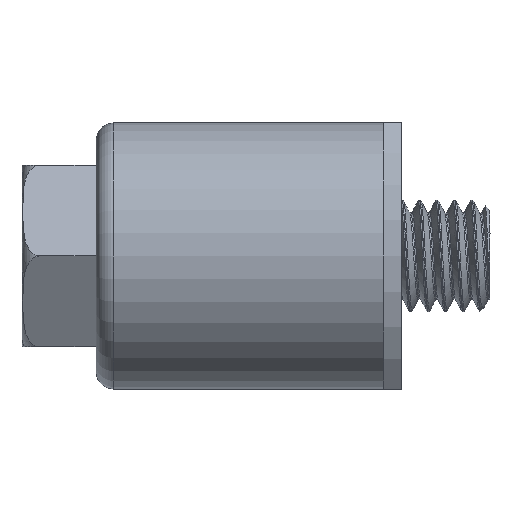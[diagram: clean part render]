
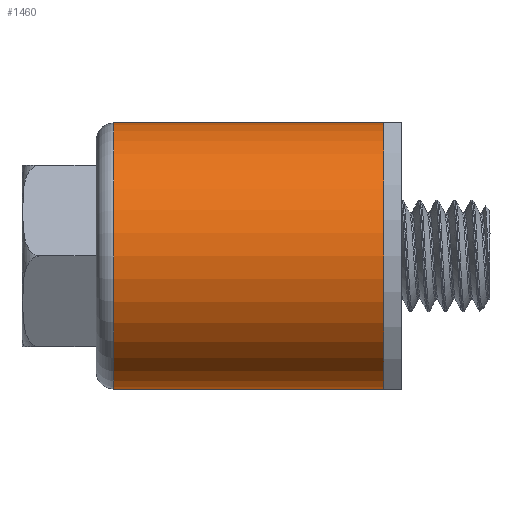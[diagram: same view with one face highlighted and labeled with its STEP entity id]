
A CAD part, left-side view. The second image highlights one B-rep face of the part: STEP entity #1460.
In plain terms, the highlighted cylindrical face has radius 9.525 mm (diameter 19.05 mm), a partial arc.
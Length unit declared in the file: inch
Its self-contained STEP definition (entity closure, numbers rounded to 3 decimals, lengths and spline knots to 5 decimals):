
#223=FACE_OUTER_BOUND('',#315,.T.);
#315=EDGE_LOOP('',(#1230,#1231,#1232,#1233));
#387=CIRCLE('',#1616,0.375);
#390=CIRCLE('',#1622,0.375);
#449=LINE('',#8629,#514);
#453=LINE('',#8649,#518);
#514=VECTOR('',#1921,0.3937);
#518=VECTOR('',#1947,0.3937);
#645=VERTEX_POINT('',#8626);
#646=VERTEX_POINT('',#8628);
#650=VERTEX_POINT('',#8642);
#651=VERTEX_POINT('',#8648);
#835=EDGE_CURVE('',#645,#646,#449,.T.);
#844=EDGE_CURVE('',#646,#650,#387,.T.);
#845=EDGE_CURVE('',#651,#650,#453,.T.);
#852=EDGE_CURVE('',#645,#651,#390,.T.);
#1230=ORIENTED_EDGE('',*,*,#844,.F.);
#1231=ORIENTED_EDGE('',*,*,#835,.F.);
#1232=ORIENTED_EDGE('',*,*,#852,.T.);
#1233=ORIENTED_EDGE('',*,*,#845,.T.);
#1295=CYLINDRICAL_SURFACE('',#1623,0.375);
#1460=ADVANCED_FACE('',(#223),#1295,.T.);
#1616=AXIS2_PLACEMENT_3D('',#8646,#1943,#1944);
#1622=AXIS2_PLACEMENT_3D('',#8661,#1960,#1961);
#1623=AXIS2_PLACEMENT_3D('',#8662,#1962,#1963);
#1921=DIRECTION('',(0.,1.,0.));
#1943=DIRECTION('center_axis',(0.,1.,0.));
#1944=DIRECTION('ref_axis',(-1.,0.,0.));
#1947=DIRECTION('',(0.,1.,0.));
#1960=DIRECTION('center_axis',(0.,1.,0.));
#1961=DIRECTION('ref_axis',(0.,0.,-1.));
#1962=DIRECTION('center_axis',(0.,1.,0.));
#1963=DIRECTION('ref_axis',(0.,0.,-1.));
#8626=CARTESIAN_POINT('',(-0.793,0.05,-0.375));
#8628=CARTESIAN_POINT('',(-0.793,0.81,-0.375));
#8629=CARTESIAN_POINT('',(-0.793,0.,-0.375));
#8642=CARTESIAN_POINT('',(-0.793,0.81,0.375));
#8646=CARTESIAN_POINT('Origin',(-0.793,0.81,0.));
#8648=CARTESIAN_POINT('',(-0.793,0.05,0.375));
#8649=CARTESIAN_POINT('',(-0.793,0.,0.375));
#8661=CARTESIAN_POINT('Origin',(-0.793,0.05,0.));
#8662=CARTESIAN_POINT('Origin',(-0.793,0.,0.));
